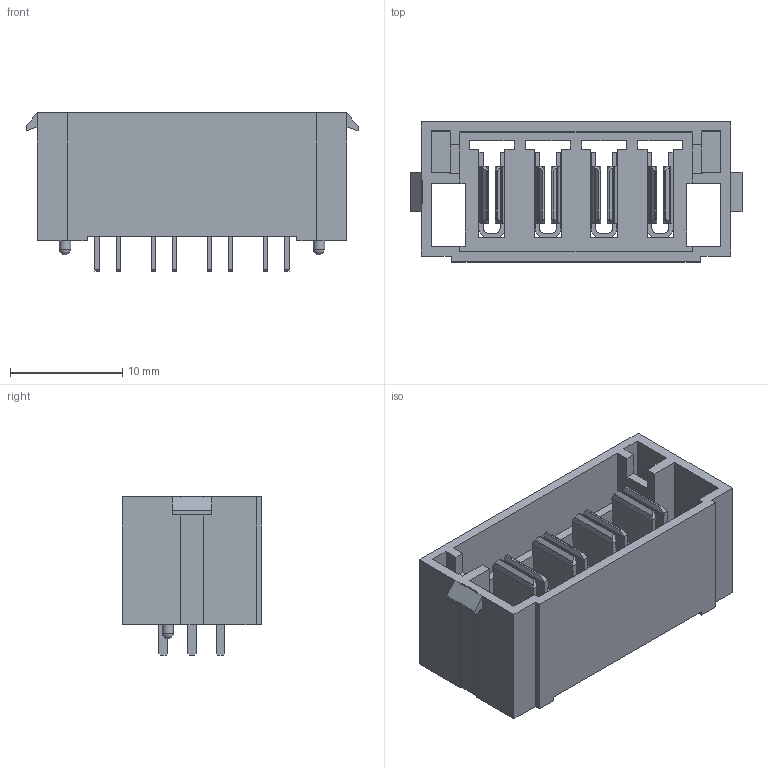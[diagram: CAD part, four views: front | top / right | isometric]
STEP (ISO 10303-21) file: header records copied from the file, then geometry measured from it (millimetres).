
FILE_DESCRIPTION( ( 'STEP AP203' ), '1' );
FILE_NAME( 'MPT-04-6.30-01-T-V.stp', '2021-12-08T14:24:16', ( 'License CC BY-ND 4.0' ), ( 'CADENAS' ), ' ', 'PARTsolutions', ' ' );
FILE_SCHEMA( ( 'CONFIG_CONTROL_DESIGN' ) );
Length unit declared in the file: millimetre
Products named in the file (3): MPT-04-6.30-01-T-V; _MPT04-SDterminal1; _MPT0401pins3
Assembly tree (2 placements, depth 2):
  MPT-04-6.30-01-T-V
    _MPT04-SDterminal1
    _MPT0401pins3
Bounding box: 29.56 x 12.45 x 14.1 mm (x, y, z)
Volume: 1954.5 mm3; surface area: 3966.3 mm2
Topology: 2 solids, 2 shells, 454 faces, 1340 edges, 889 vertices
Faces by surface type: plane 410, cylinder 42, sphere 2
Full cylindrical faces by diameter (mm): 1 x2
Entity records: 14997 total; most frequent: CARTESIAN_POINT 2678, ORIENTED_EDGE 2666, DIRECTION 2347, EDGE_CURVE 1333, LINE 1233, VECTOR 1233, VERTEX_POINT 888, AXIS2_PLACEMENT_3D 557
